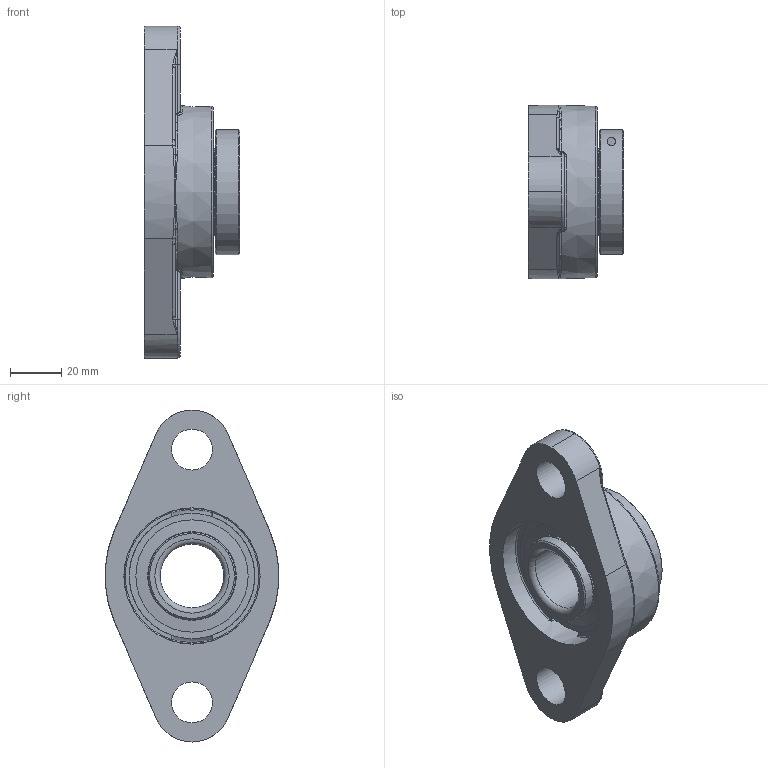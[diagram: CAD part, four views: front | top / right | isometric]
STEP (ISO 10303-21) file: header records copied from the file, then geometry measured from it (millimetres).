
FILE_DESCRIPTION(('HOOPS Exchange Step'),'2;1');
FILE_NAME('export-B94DE6EF-50AF-4130-B589-CAADCBF45CD2.stp','2020-05-27T13:53:34-07:00',('dkerr'),('Alibre'),'HOOPS Exchange 2020.0','Alibre','Unknown authorisation');
FILE_SCHEMA( ('AP242_MANAGED_MODEL_BASED_3D_ENGINEERING_MIM_LF {1 0 10303 442 1 1 4 }') );
Length unit declared in the file: inch
Products named in the file (8): MRN SFLM L4L 205; MRN SUE 205 L4L (25mm) (Race); MRN SUE 205 L4L (Ball); MRN SUE 205 L4L (Shield); MRN SUE 205 L4L (Lock Ring); MRN SUE 205 L4L (Bolt); MRN SUE 205 L4L (25mm); MRN SUESFLM 205 L4L (25mm)
Assembly tree (7 placements, depth 3):
  MRN SUESFLM 205 L4L (25mm)
    MRN SFLM L4L 205
    MRN SUE 205 L4L (25mm)
      MRN SUE 205 L4L (25mm) (Race)
      MRN SUE 205 L4L (Ball)
      MRN SUE 205 L4L (Shield)
      MRN SUE 205 L4L (Lock Ring)
      MRN SUE 205 L4L (Bolt)
Bounding box: 37.3 x 68 x 130 mm (x, y, z)
Volume: 98527.6 mm3; surface area: 43263.2 mm2
Topology: 16 solids, 16 shells, 248 faces, 668 edges, 425 vertices
Faces by surface type: cylinder 66, plane 66, bspline 38, torus 33, cone 29, sphere 16
Full cylindrical faces by diameter (mm): 3.242 x2, 4 x1, 7 x1, 16 x2, 25 x1, 34.225 x4, 34.733 x2, 44 x4, 53.336 x1, 60.25 x1
Entity records: 14764 total; most frequent: CARTESIAN_POINT 8605, ORIENTED_EDGE 1272, DIRECTION 1228, EDGE_CURVE 636, AXIS2_PLACEMENT_3D 523, VERTEX_POINT 425, CIRCLE 286, EDGE_LOOP 271
